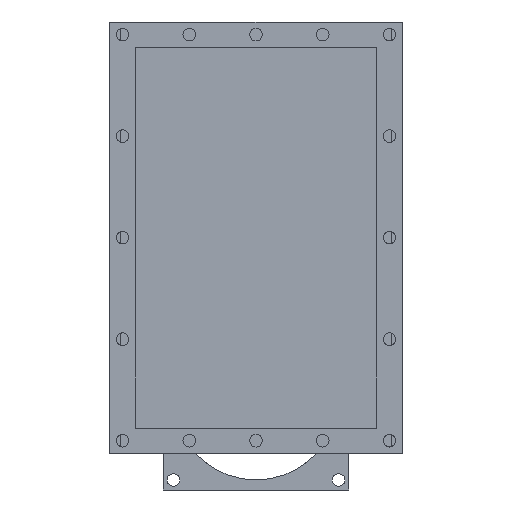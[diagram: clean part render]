
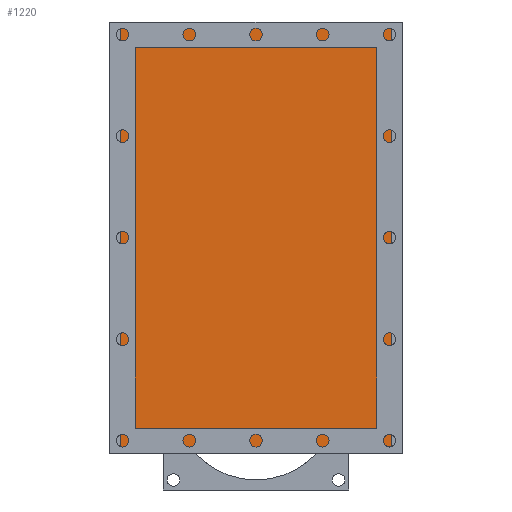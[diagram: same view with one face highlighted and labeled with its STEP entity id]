
A CAD part, front view. The second image highlights one B-rep face of the part: STEP entity #1220.
In plain terms, the highlighted planar face has unit normal (0, -1, 0).
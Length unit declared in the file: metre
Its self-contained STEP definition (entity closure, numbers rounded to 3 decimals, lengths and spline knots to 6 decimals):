
#77=LINE('',#1904,#183);
#94=LINE('',#1937,#200);
#114=LINE('',#1985,#220);
#115=LINE('',#1986,#221);
#183=VECTOR('',#1517,1.);
#200=VECTOR('',#1536,1.);
#220=VECTOR('',#1588,1.);
#221=VECTOR('',#1589,1.);
#401=ORIENTED_EDGE('',*,*,#647,.F.);
#402=ORIENTED_EDGE('',*,*,#688,.F.);
#403=ORIENTED_EDGE('',*,*,#664,.T.);
#404=ORIENTED_EDGE('',*,*,#689,.T.);
#647=EDGE_CURVE('',#808,#809,#77,.T.);
#664=EDGE_CURVE('',#824,#825,#94,.T.);
#688=EDGE_CURVE('',#824,#808,#114,.T.);
#689=EDGE_CURVE('',#825,#809,#115,.T.);
#808=VERTEX_POINT('',#1903);
#809=VERTEX_POINT('',#1905);
#824=VERTEX_POINT('',#1938);
#825=VERTEX_POINT('',#1939);
#957=EDGE_LOOP('',(#401,#402,#403,#404));
#1083=FACE_BOUND('',#957,.T.);
#1179=PLANE('',#1335);
#1220=ADVANCED_FACE('',(#1083),#1179,.T.);
#1335=AXIS2_PLACEMENT_3D('',#1984,#1586,#1587);
#1517=DIRECTION('',(1.,0.,0.));
#1536=DIRECTION('',(1.,0.,0.));
#1586=DIRECTION('',(0.,-1.,0.));
#1587=DIRECTION('',(1.,0.,0.));
#1588=DIRECTION('',(0.,0.,1.));
#1589=DIRECTION('',(0.,0.,1.));
#1903=CARTESIAN_POINT('',(-0.02699,-0.0036,0.0856));
#1904=CARTESIAN_POINT('',(0.,-0.0036,0.0856));
#1905=CARTESIAN_POINT('',(0.02699,-0.0036,0.0856));
#1937=CARTESIAN_POINT('',(0.,-0.0036,0.));
#1938=CARTESIAN_POINT('',(-0.02699,-0.0036,0.));
#1939=CARTESIAN_POINT('',(0.02699,-0.0036,0.));
#1984=CARTESIAN_POINT('',(0.,-0.0036,0.));
#1985=CARTESIAN_POINT('',(-0.02699,-0.0036,0.));
#1986=CARTESIAN_POINT('',(0.02699,-0.0036,0.));
